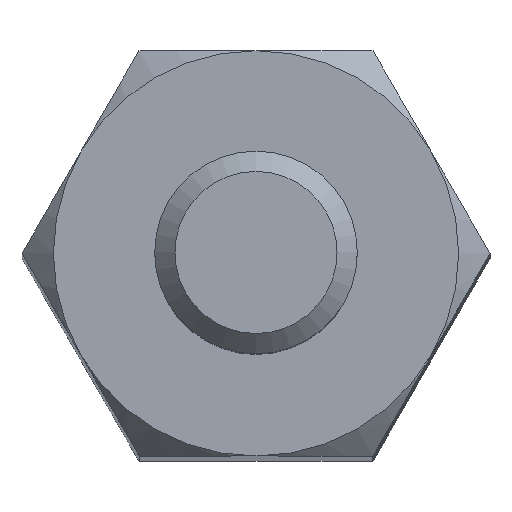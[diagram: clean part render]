
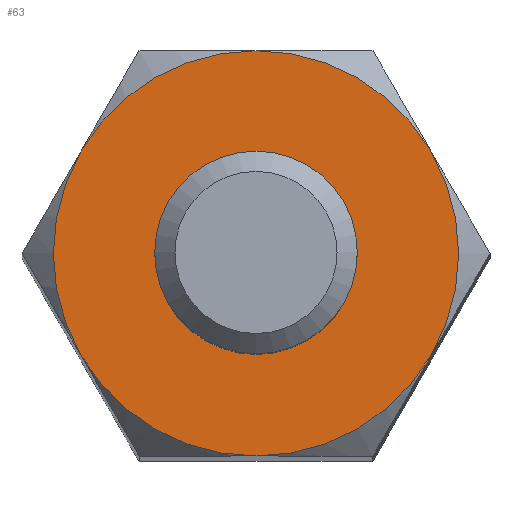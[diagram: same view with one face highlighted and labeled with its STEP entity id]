
A CAD part, top view. The second image highlights one B-rep face of the part: STEP entity #63.
In plain terms, the highlighted planar face has unit normal (0, 0, 1).
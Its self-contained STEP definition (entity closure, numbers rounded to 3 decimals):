
#63 = ADVANCED_FACE( '', ( #147, #148 ), #149, .T. );
#147 = FACE_BOUND( '', #259, .T. );
#148 = FACE_OUTER_BOUND( '', #260, .T. );
#149 = PLANE( '', #261 );
#259 = EDGE_LOOP( '', ( #385 ) );
#260 = EDGE_LOOP( '', ( #386, #387, #388, #389, #390, #391 ) );
#261 = AXIS2_PLACEMENT_3D( '', #392, #393, #394 );
#385 = ORIENTED_EDGE( '', *, *, #601, .T. );
#386 = ORIENTED_EDGE( '', *, *, #603, .F. );
#387 = ORIENTED_EDGE( '', *, *, #604, .F. );
#388 = ORIENTED_EDGE( '', *, *, #605, .F. );
#389 = ORIENTED_EDGE( '', *, *, #606, .T. );
#390 = ORIENTED_EDGE( '', *, *, #607, .F. );
#391 = ORIENTED_EDGE( '', *, *, #608, .F. );
#392 = CARTESIAN_POINT( '', ( 0., 0., 0. ) );
#393 = DIRECTION( '', ( 0., 0., 1. ) );
#394 = DIRECTION( '', ( 1., 0., 0. ) );
#601 = EDGE_CURVE( '', #700, #700, #701, .F. );
#603 = EDGE_CURVE( '', #676, #703, #704, .F. );
#604 = EDGE_CURVE( '', #705, #676, #706, .F. );
#605 = EDGE_CURVE( '', #686, #705, #707, .F. );
#606 = EDGE_CURVE( '', #686, #708, #709, .T. );
#607 = EDGE_CURVE( '', #710, #708, #711, .F. );
#608 = EDGE_CURVE( '', #703, #710, #712, .F. );
#676 = VERTEX_POINT( '', #807 );
#686 = VERTEX_POINT( '', #836 );
#700 = VERTEX_POINT( '', #872 );
#701 = CIRCLE( '', #873, 0.85 );
#703 = VERTEX_POINT( '', #875 );
#704 = CIRCLE( '', #876, 2. );
#705 = VERTEX_POINT( '', #877 );
#706 = CIRCLE( '', #878, 2. );
#707 = CIRCLE( '', #879, 2. );
#708 = VERTEX_POINT( '', #880 );
#709 = CIRCLE( '', #881, 2. );
#710 = VERTEX_POINT( '', #882 );
#711 = CIRCLE( '', #883, 2. );
#712 = CIRCLE( '', #884, 2. );
#807 = CARTESIAN_POINT( '', ( 1.732, -1., 0. ) );
#836 = CARTESIAN_POINT( '', ( 0., 2., 0. ) );
#872 = CARTESIAN_POINT( '', ( 0.85, 0., 0. ) );
#873 = AXIS2_PLACEMENT_3D( '', #1057, #1058, #1059 );
#875 = CARTESIAN_POINT( '', ( 0., -2., 0. ) );
#876 = AXIS2_PLACEMENT_3D( '', #1060, #1061, #1062 );
#877 = CARTESIAN_POINT( '', ( 1.732, 1., 0. ) );
#878 = AXIS2_PLACEMENT_3D( '', #1063, #1064, #1065 );
#879 = AXIS2_PLACEMENT_3D( '', #1066, #1067, #1068 );
#880 = CARTESIAN_POINT( '', ( -1.732, 1., 0. ) );
#881 = AXIS2_PLACEMENT_3D( '', #1069, #1070, #1071 );
#882 = CARTESIAN_POINT( '', ( -1.732, -1., 0. ) );
#883 = AXIS2_PLACEMENT_3D( '', #1072, #1073, #1074 );
#884 = AXIS2_PLACEMENT_3D( '', #1075, #1076, #1077 );
#1057 = CARTESIAN_POINT( '', ( 0., 0., 0. ) );
#1058 = DIRECTION( '', ( 0., 0., 1. ) );
#1059 = DIRECTION( '', ( 1., 0., 0. ) );
#1060 = CARTESIAN_POINT( '', ( 0., 0., 0. ) );
#1061 = DIRECTION( '', ( 0., 0., 1. ) );
#1062 = DIRECTION( '', ( 1., 0., 0. ) );
#1063 = CARTESIAN_POINT( '', ( 0., 0., 0. ) );
#1064 = DIRECTION( '', ( 0., 0., 1. ) );
#1065 = DIRECTION( '', ( 1., 0., 0. ) );
#1066 = CARTESIAN_POINT( '', ( 0., 0., 0. ) );
#1067 = DIRECTION( '', ( 0., 0., 1. ) );
#1068 = DIRECTION( '', ( 1., 0., 0. ) );
#1069 = CARTESIAN_POINT( '', ( 0., 0., 0. ) );
#1070 = DIRECTION( '', ( 0., 0., 1. ) );
#1071 = DIRECTION( '', ( 1., 0., 0. ) );
#1072 = CARTESIAN_POINT( '', ( 0., 0., 0. ) );
#1073 = DIRECTION( '', ( 0., 0., 1. ) );
#1074 = DIRECTION( '', ( 1., 0., 0. ) );
#1075 = CARTESIAN_POINT( '', ( 0., 0., 0. ) );
#1076 = DIRECTION( '', ( 0., 0., 1. ) );
#1077 = DIRECTION( '', ( 1., 0., 0. ) );
